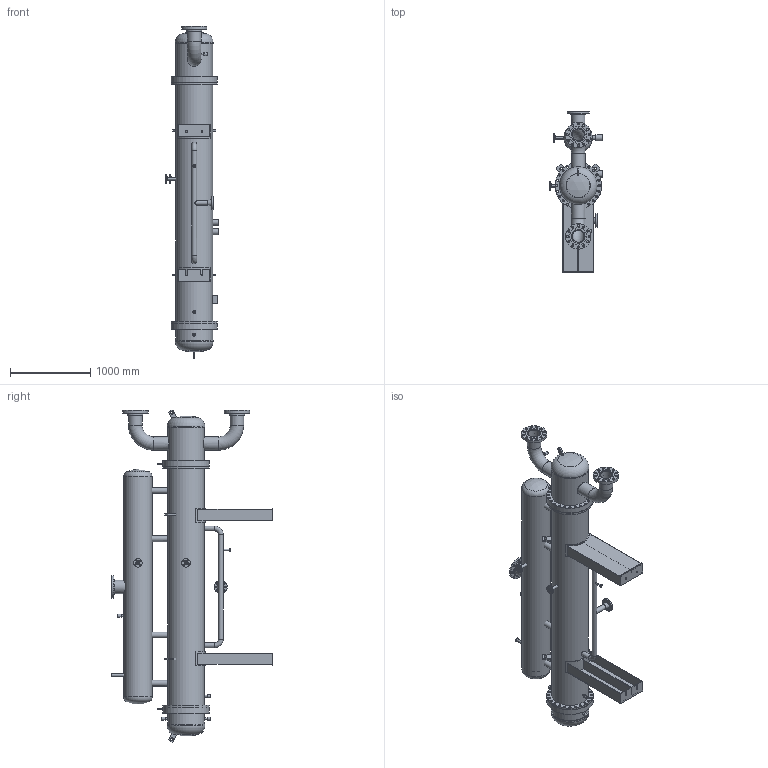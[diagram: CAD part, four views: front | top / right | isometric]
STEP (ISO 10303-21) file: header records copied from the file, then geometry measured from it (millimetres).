
FILE_DESCRIPTION(/* description */ (''),/* implementation_level */ '2;1');
FILE_NAME(/* name */ 'EVAPORATORDRAWING200-NE-102.stp',/* time_stamp */ '2021-12-29T20:23:46+01:00',/* author */ ('Bönisch'),/* organization */ (''),/* preprocessor_version */ 'ST-DEVELOPER v15.6',/* originating_system */ 'Autodesk Inventor 2015',/* authorisation */ '');
FILE_SCHEMA (('AUTOMOTIVE_DESIGN { 1 0 10303 214 3 1 1 }'));
Length unit declared in the file: millimetre
Products named in the file (1): EVAPORATORDRAWING200-NE-102
Bounding box: 656 x 2016.15 x 4136.4 mm (x, y, z)
Volume: 127148492.6 mm3; surface area: 26754007.5 mm2
Topology: 40 solids, 41 shells, 519 faces, 1176 edges, 785 vertices
Faces by surface type: cylinder 287, plane 203, torus 18, sphere 8, cone 3
Full cylindrical faces by diameter (mm): 11.032 x1, 11.786 x1, 13.868 x5, 16.002 x8, 19.05 x8, 20 x5, 20.392 x1, 21.336 x6, 22.352 x10, 24.308 x3, 25.4 x120, 29.753 x1, 31.538 x1, 31.75 x8, 33.401 x3, 34.544 x2, 36 x1, 37.442 x1, 38 x5, 45 x1, 47.805 x1, 48.922 x1, 49.251 x3, 49.276 x2, 50.8 x2, 52.578 x1, 54.788 x1, 59.004 x4, 60.325 x4, 73.025 x4
Entity records: 15449 total; most frequent: CARTESIAN_POINT 3916, DIRECTION 2396, ORIENTED_EDGE 1716, EDGE_LOOP 1212, AXIS2_PLACEMENT_3D 1057, EDGE_CURVE 858, VERTEX_POINT 750, FACE_BOUND 693
